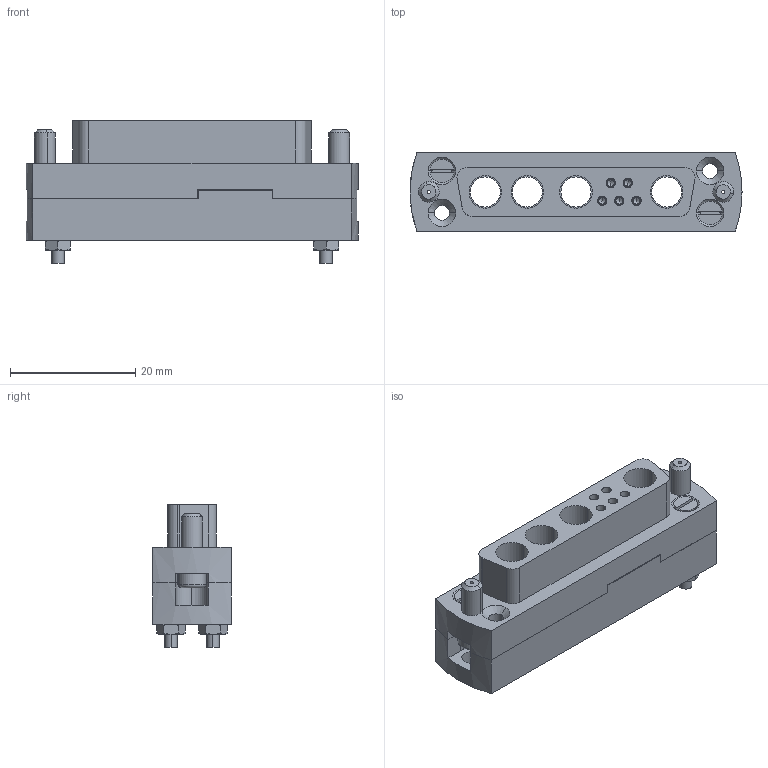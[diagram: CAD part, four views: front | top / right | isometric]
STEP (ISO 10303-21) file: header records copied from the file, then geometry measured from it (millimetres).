
FILE_DESCRIPTION (( 'STEP AP214' ), '1' );
FILE_NAME ('211-FX25-4X5-PK.STEP', '2018-05-23T11:26:40', ( '' ), ( '' ), 'SwSTEP 2.0', 'SolidWorks 2014', '' );
FILE_SCHEMA (( 'AUTOMOTIVE_DESIGN' ));
Length unit declared in the file: millimetre
Products named in the file (7): 9212-PINF-HV; Hexagon Nut ISO 4032 - M2 - D - N_Hexagon Nut ISO 4032 - M2 - D - N; ISO 2009 - M2 x 16 --- 16C_ISO 2009 - M2 x 16 --- 16C; 903-SCREW-4-40-3_8-B; 9211-FX25-4X5-PK-BP.SLDDRW_5 pol; 9211-FX25-4X5-PK-FP_5 pol; 211-FX25-4X5-PK
Assembly tree (13 placements, depth 2):
  211-FX25-4X5-PK
    9211-FX25-4X5-PK-FP_5 pol
    9211-FX25-4X5-PK-BP.SLDDRW_5 pol
    903-SCREW-4-40-3_8-B  x2
    ISO 2009 - M2 x 16 --- 16C_ISO 2009 - M2 x 16 --- 16C  x2
    Hexagon Nut ISO 4032 - M2 - D - N_Hexagon Nut ISO 4032 - M2 - D - N  x2
    9212-PINF-HV  x5
Bounding box: 53 x 12.5 x 22.8 mm (x, y, z)
Volume: 7845.5 mm3; surface area: 8152.5 mm2
Topology: 13 solids, 18 shells, 558 faces, 1305 edges, 790 vertices
Faces by surface type: cylinder 213, plane 149, cone 148, torus 48
Entity records: 9325 total; most frequent: DIRECTION 1567, CARTESIAN_POINT 1530, ORIENTED_EDGE 1334, EDGE_CURVE 667, AXIS2_PLACEMENT_3D 645, VERTEX_POINT 424, EDGE_LOOP 359, CIRCLE 354
